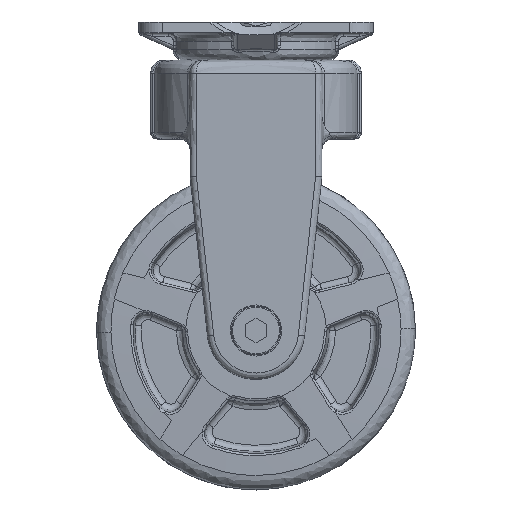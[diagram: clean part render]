
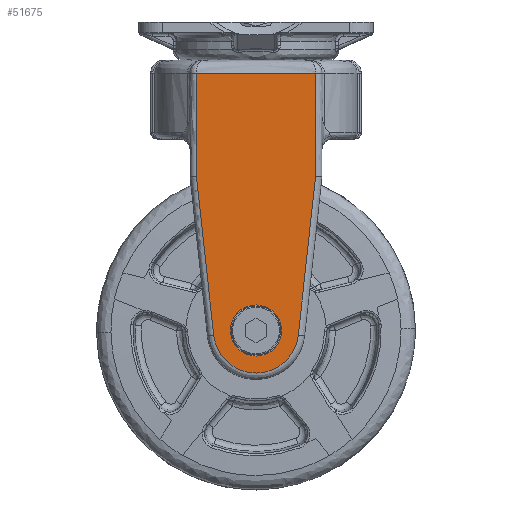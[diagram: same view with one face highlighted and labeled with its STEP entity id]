
A CAD part, front view. The second image highlights one B-rep face of the part: STEP entity #51675.
In plain terms, the highlighted free-form (B-spline) face has degree [1, 1] with [2, 2] control points.
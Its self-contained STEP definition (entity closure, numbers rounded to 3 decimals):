
#51073=CARTESIAN_POINT('',(-11.978,-43.5,-126.267));
#51074=VERTEX_POINT('',#51073);
#51080=CARTESIAN_POINT('',(0.0,-43.5,-139.0));
#51081=VERTEX_POINT('',#51080);
#51082=CARTESIAN_POINT('',(-11.978,-43.5,-126.267));
#51083=CARTESIAN_POINT('',(-12.,-43.5,-126.633));
#51084=CARTESIAN_POINT('',(-12.0,-43.5,-127.0));
#51085=CARTESIAN_POINT('',(-12.0,-43.5,-139.0));
#51086=CARTESIAN_POINT('',(0.0,-43.5,-139.0));
#51094=(BOUNDED_CURVE()B_SPLINE_CURVE(2,(#51082,#51083,#51084,#51085,#51086),.UNSPECIFIED.,.F.,.U.)B_SPLINE_CURVE_WITH_KNOTS((3,2,3),(0.239,0.25,0.5),.UNSPECIFIED.)CURVE()GEOMETRIC_REPRESENTATION_ITEM()RATIONAL_B_SPLINE_CURVE((0.976,0.988,1.0,0.707,1.0))REPRESENTATION_ITEM(''));
#51095=EDGE_CURVE('',#51074,#51081,#51094,.T.);
#51097=CARTESIAN_POINT('',(11.978,-43.5,-127.733));
#51098=VERTEX_POINT('',#51097);
#51099=CARTESIAN_POINT('',(0.0,-43.5,-139.0));
#51100=CARTESIAN_POINT('',(11.288,-43.5,-139.));
#51101=CARTESIAN_POINT('',(11.978,-43.5,-127.733));
#51109=(BOUNDED_CURVE()B_SPLINE_CURVE(2,(#51099,#51100,#51101),.UNSPECIFIED.,.F.,.U.)B_SPLINE_CURVE_WITH_KNOTS((3,3),(0.5,0.739),.UNSPECIFIED.)CURVE()GEOMETRIC_REPRESENTATION_ITEM()RATIONAL_B_SPLINE_CURVE((1.0,0.72,0.976))REPRESENTATION_ITEM(''));
#51110=EDGE_CURVE('',#51081,#51098,#51109,.T.);
#51142=CARTESIAN_POINT('',(0.0,-43.5,-115.0));
#51143=VERTEX_POINT('',#51142);
#51144=CARTESIAN_POINT('',(11.978,-43.5,-127.733));
#51145=CARTESIAN_POINT('',(12.0,-43.5,-127.367));
#51146=CARTESIAN_POINT('',(12.0,-43.5,-127.0));
#51147=CARTESIAN_POINT('',(12.0,-43.5,-115.));
#51148=CARTESIAN_POINT('',(0.0,-43.5,-115.0));
#51156=(BOUNDED_CURVE()B_SPLINE_CURVE(2,(#51144,#51145,#51146,#51147,#51148),.UNSPECIFIED.,.F.,.U.)B_SPLINE_CURVE_WITH_KNOTS((3,2,3),(0.739,0.75,1.0),.UNSPECIFIED.)CURVE()GEOMETRIC_REPRESENTATION_ITEM()RATIONAL_B_SPLINE_CURVE((0.976,0.988,1.0,0.707,1.0))REPRESENTATION_ITEM(''));
#51157=EDGE_CURVE('',#51098,#51143,#51156,.T.);
#51159=CARTESIAN_POINT('',(0.0,-43.5,-115.0));
#51160=CARTESIAN_POINT('',(-11.288,-43.5,-115.));
#51161=CARTESIAN_POINT('',(-11.978,-43.5,-126.267));
#51169=(BOUNDED_CURVE()B_SPLINE_CURVE(2,(#51159,#51160,#51161),.UNSPECIFIED.,.F.,.U.)B_SPLINE_CURVE_WITH_KNOTS((3,3),(0.0,0.239),.UNSPECIFIED.)CURVE()GEOMETRIC_REPRESENTATION_ITEM()RATIONAL_B_SPLINE_CURVE((1.0,0.72,0.976))REPRESENTATION_ITEM(''));
#51170=EDGE_CURVE('',#51143,#51074,#51169,.T.);
#51601=CARTESIAN_POINT('',(-30.797,-43.5,-154.043));
#51602=CARTESIAN_POINT('',(30.797,-43.5,-154.043));
#51603=CARTESIAN_POINT('',(-30.797,-43.5,1.043));
#51604=CARTESIAN_POINT('',(30.797,-43.5,1.043));
#51605=B_SPLINE_SURFACE_WITH_KNOTS('',1,1,((#51601,#51603),(#51602,#51604)),.UNSPECIFIED.,.F.,.F.,.U.,(2,2),(2,2),(0.0,61.594),(0.0,155.086),.UNSPECIFIED.);
#51606=CARTESIAN_POINT('',(19.882,-43.5,-129.166));
#51607=VERTEX_POINT('',#51606);
#51608=CARTESIAN_POINT('',(28.0,-43.5,-54.667));
#51609=VERTEX_POINT('',#51608);
#51610=CARTESIAN_POINT('',(19.882,-43.5,-129.166));
#51611=CARTESIAN_POINT('',(28.0,-43.5,-54.667));
#51612=QUASI_UNIFORM_CURVE('',1,(#51610,#51611),.UNSPECIFIED.,.F.,.U.);
#51613=EDGE_CURVE('',#51607,#51609,#51612,.T.);
#51614=ORIENTED_EDGE('',*,*,#51613,.T.);
#51615=CARTESIAN_POINT('',(28.0,-43.5,-6.0));
#51616=VERTEX_POINT('',#51615);
#51617=CARTESIAN_POINT('',(28.0,-43.5,-54.667));
#51618=CARTESIAN_POINT('',(28.0,-43.5,-6.0));
#51619=QUASI_UNIFORM_CURVE('',1,(#51617,#51618),.UNSPECIFIED.,.F.,.U.);
#51620=EDGE_CURVE('',#51609,#51616,#51619,.T.);
#51621=ORIENTED_EDGE('',*,*,#51620,.T.);
#51622=CARTESIAN_POINT('',(-28.0,-43.5,-6.0));
#51623=VERTEX_POINT('',#51622);
#51624=CARTESIAN_POINT('',(28.0,-43.5,-6.0));
#51625=CARTESIAN_POINT('',(-28.0,-43.5,-6.0));
#51626=QUASI_UNIFORM_CURVE('',1,(#51624,#51625),.UNSPECIFIED.,.F.,.U.);
#51627=EDGE_CURVE('',#51616,#51623,#51626,.T.);
#51628=ORIENTED_EDGE('',*,*,#51627,.T.);
#51629=CARTESIAN_POINT('',(-28.0,-43.5,-54.667));
#51630=VERTEX_POINT('',#51629);
#51631=CARTESIAN_POINT('',(-28.0,-43.5,-6.0));
#51632=CARTESIAN_POINT('',(-28.0,-43.5,-54.667));
#51633=QUASI_UNIFORM_CURVE('',1,(#51631,#51632),.UNSPECIFIED.,.F.,.U.);
#51634=EDGE_CURVE('',#51623,#51630,#51633,.T.);
#51635=ORIENTED_EDGE('',*,*,#51634,.T.);
#51636=CARTESIAN_POINT('',(-19.882,-43.5,-129.166));
#51637=VERTEX_POINT('',#51636);
#51638=CARTESIAN_POINT('',(-28.0,-43.5,-54.667));
#51639=CARTESIAN_POINT('',(-19.882,-43.5,-129.166));
#51640=QUASI_UNIFORM_CURVE('',1,(#51638,#51639),.UNSPECIFIED.,.F.,.U.);
#51641=EDGE_CURVE('',#51630,#51637,#51640,.T.);
#51642=ORIENTED_EDGE('',*,*,#51641,.T.);
#51643=CARTESIAN_POINT('',(-19.882,-43.5,-129.166));
#51644=CARTESIAN_POINT('',(-19.742,-43.5,-130.454));
#51645=CARTESIAN_POINT('',(-19.226,-43.5,-132.925));
#51646=CARTESIAN_POINT('',(-17.876,-43.5,-136.174));
#51647=CARTESIAN_POINT('',(-16.334,-43.5,-138.633));
#51648=CARTESIAN_POINT('',(-14.5,-43.5,-140.876));
#51649=CARTESIAN_POINT('',(-12.528,-43.5,-142.686));
#51650=CARTESIAN_POINT('',(-10.126,-43.5,-144.309));
#51651=CARTESIAN_POINT('',(-7.946,-43.5,-145.411));
#51652=CARTESIAN_POINT('',(-5.288,-43.5,-146.36));
#51653=CARTESIAN_POINT('',(-2.366,-43.5,-146.952));
#51654=CARTESIAN_POINT('',(0.536,-43.5,-147.051));
#51655=CARTESIAN_POINT('',(3.344,-43.5,-146.778));
#51656=CARTESIAN_POINT('',(6.023,-43.5,-146.155));
#51657=CARTESIAN_POINT('',(9.069,-43.5,-144.929));
#51658=CARTESIAN_POINT('',(12.137,-43.5,-143.055));
#51659=CARTESIAN_POINT('',(15.183,-43.5,-140.259));
#51660=CARTESIAN_POINT('',(17.294,-43.5,-137.246));
#51661=CARTESIAN_POINT('',(19.048,-43.5,-133.519));
#51662=CARTESIAN_POINT('',(19.685,-43.5,-130.984));
#51663=CARTESIAN_POINT('',(19.882,-43.5,-129.166));
#51664=B_SPLINE_CURVE_WITH_KNOTS('',3,(#51643,#51644,#51645,#51646,#51647,#51648,#51649,#51650,#51651,#51652,#51653,#51654,#51655,#51656,#51657,#51658,#51659,#51660,#51661,#51662,#51663),.UNSPECIFIED.,.F.,.U.,(4,1,1,1,1,1,1,1,1,1,1,1,1,1,1,1,1,1,4),(0.,3.884,7.54,10.51,12.566,16.222,18.507,21.249,23.534,26.961,30.159,32.216,35.414,38.385,42.04,46.153,50.722,53.007,58.491),.UNSPECIFIED.);
#51665=EDGE_CURVE('',#51637,#51607,#51664,.T.);
#51666=ORIENTED_EDGE('',*,*,#51665,.T.);
#51667=EDGE_LOOP('',(#51614,#51621,#51628,#51635,#51642,#51666));
#51668=FACE_OUTER_BOUND('',#51667,.T.);
#51669=ORIENTED_EDGE('',*,*,#51110,.F.);
#51670=ORIENTED_EDGE('',*,*,#51095,.F.);
#51671=ORIENTED_EDGE('',*,*,#51170,.F.);
#51672=ORIENTED_EDGE('',*,*,#51157,.F.);
#51673=EDGE_LOOP('',(#51669,#51670,#51671,#51672));
#51674=FACE_BOUND('',#51673,.T.);
#51675=ADVANCED_FACE('',(#51668,#51674),#51605,.T.);
